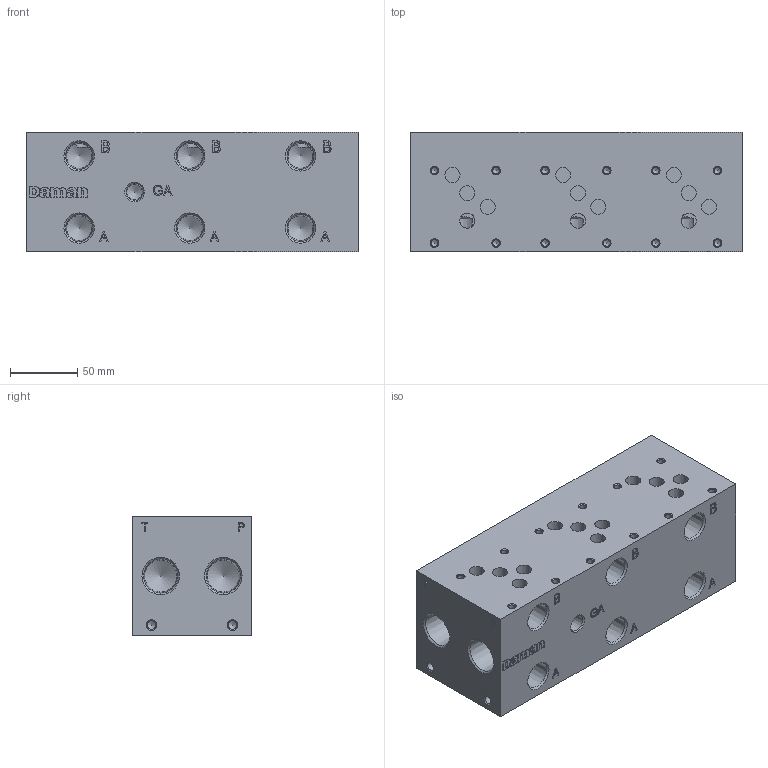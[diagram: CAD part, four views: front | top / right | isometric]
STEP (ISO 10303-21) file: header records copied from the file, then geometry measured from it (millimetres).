
FILE_DESCRIPTION( ( 'STEP AP214' ), ' ' );
FILE_NAME( 'AD05P033P_C.stp', '2018-05-10T03:13:16', ( '' ), ( '' ), ' ', 'PARTsolutions', ' ' );
FILE_SCHEMA( ( 'AUTOMOTIVE_DESIGN { 1 0 10303 214 1 1 1 1 }' ) );
Length unit declared in the file: inch
Products named in the file (1): _AD05P033P/C
Bounding box: 247.65 x 88.9 x 88.9 mm (x, y, z)
Volume: 1822520.9 mm3; surface area: 132946.9 mm2
Topology: 1 solids, 1 shells, 388 faces, 986 edges, 640 vertices
Faces by surface type: plane 230, cylinder 89, cone 69
Full cylindrical faces by diameter (mm): 4.976 x12, 6.411 x4, 11.201 x12, 14.275 x1, 15.9 x1, 20.625 x1, 30.175 x1
Entity records: 14089 total; most frequent: CARTESIAN_POINT 2003, DIRECTION 1839, ORIENTED_EDGE 1688, EDGE_CURVE 844, VERTEX_POINT 626, AXIS2_PLACEMENT_3D 618, LINE 603, VECTOR 603
